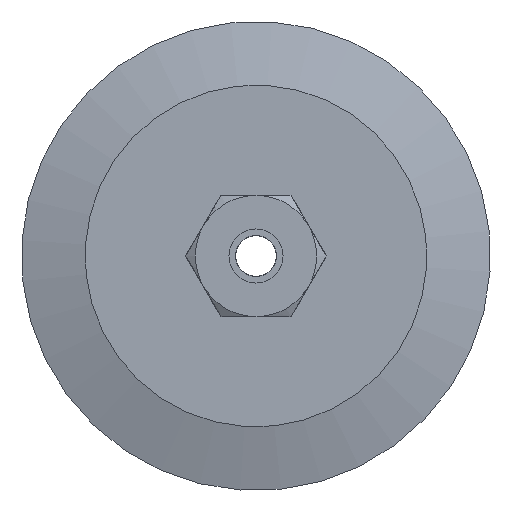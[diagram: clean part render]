
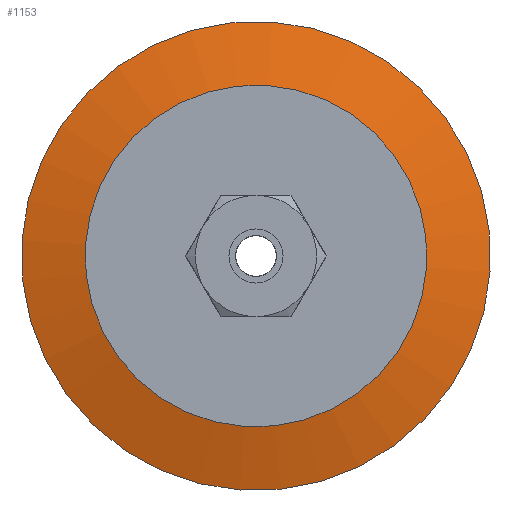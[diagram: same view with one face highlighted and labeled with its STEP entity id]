
A CAD part, front view. The second image highlights one B-rep face of the part: STEP entity #1153.
In plain terms, the highlighted conical face has half-angle 75 degrees and reference radius 23.768 mm.
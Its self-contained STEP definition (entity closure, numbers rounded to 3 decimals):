
#62=CONICAL_SURFACE('',#1392,23.768,1.309);
#255=FACE_OUTER_BOUND('',#335,.T.);
#335=EDGE_LOOP('',(#856,#857,#858,#859,#860,#861));
#411=LINE('',#1959,#443);
#443=VECTOR('',#1620,23.768);
#482=CIRCLE('',#1388,27.5);
#483=CIRCLE('',#1389,27.5);
#486=CIRCLE('',#1393,20.036);
#487=CIRCLE('',#1394,20.036);
#560=VERTEX_POINT('',#1945);
#561=VERTEX_POINT('',#1946);
#564=VERTEX_POINT('',#1955);
#565=VERTEX_POINT('',#1956);
#670=EDGE_CURVE('',#560,#561,#482,.T.);
#671=EDGE_CURVE('',#561,#560,#483,.T.);
#675=EDGE_CURVE('',#564,#565,#486,.T.);
#676=EDGE_CURVE('',#565,#564,#487,.T.);
#677=EDGE_CURVE('',#565,#561,#411,.T.);
#856=ORIENTED_EDGE('',*,*,#675,.F.);
#857=ORIENTED_EDGE('',*,*,#676,.F.);
#858=ORIENTED_EDGE('',*,*,#677,.T.);
#859=ORIENTED_EDGE('',*,*,#671,.T.);
#860=ORIENTED_EDGE('',*,*,#670,.T.);
#861=ORIENTED_EDGE('',*,*,#677,.F.);
#1153=ADVANCED_FACE('',(#255),#62,.T.);
#1388=AXIS2_PLACEMENT_3D('',#1947,#1605,#1606);
#1389=AXIS2_PLACEMENT_3D('',#1948,#1607,#1608);
#1392=AXIS2_PLACEMENT_3D('',#1954,#1614,#1615);
#1393=AXIS2_PLACEMENT_3D('',#1957,#1616,#1617);
#1394=AXIS2_PLACEMENT_3D('',#1958,#1618,#1619);
#1605=DIRECTION('center_axis',(0.,1.,0.));
#1606=DIRECTION('ref_axis',(1.,0.,0.));
#1607=DIRECTION('center_axis',(0.,1.,0.));
#1608=DIRECTION('ref_axis',(1.,0.,0.));
#1614=DIRECTION('center_axis',(0.,-1.,0.));
#1615=DIRECTION('ref_axis',(-1.,0.,0.));
#1616=DIRECTION('center_axis',(0.,1.,0.));
#1617=DIRECTION('ref_axis',(1.,0.,0.));
#1618=DIRECTION('center_axis',(0.,1.,0.));
#1619=DIRECTION('ref_axis',(1.,0.,0.));
#1620=DIRECTION('',(0.966,-0.259,0.));
#1945=CARTESIAN_POINT('',(-27.5,3.,0.));
#1946=CARTESIAN_POINT('',(27.5,3.,0.));
#1947=CARTESIAN_POINT('Origin',(0.,3.,0.));
#1948=CARTESIAN_POINT('Origin',(0.,3.,0.));
#1954=CARTESIAN_POINT('Origin',(0.,4.,0.));
#1955=CARTESIAN_POINT('',(-20.036,5.,0.));
#1956=CARTESIAN_POINT('',(20.036,5.,0.));
#1957=CARTESIAN_POINT('Origin',(0.,5.,0.));
#1958=CARTESIAN_POINT('Origin',(0.,5.,0.));
#1959=CARTESIAN_POINT('',(23.768,4.,0.));
